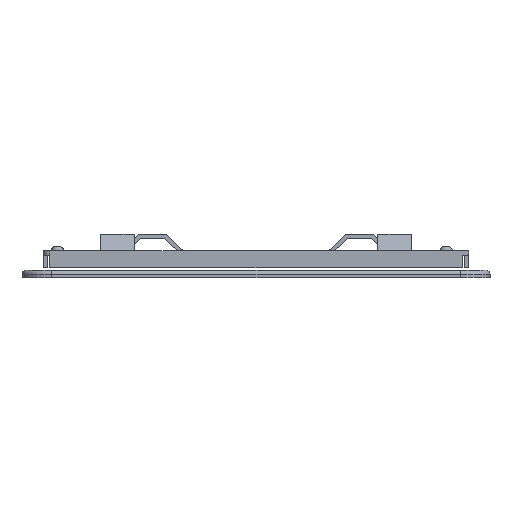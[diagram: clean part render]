
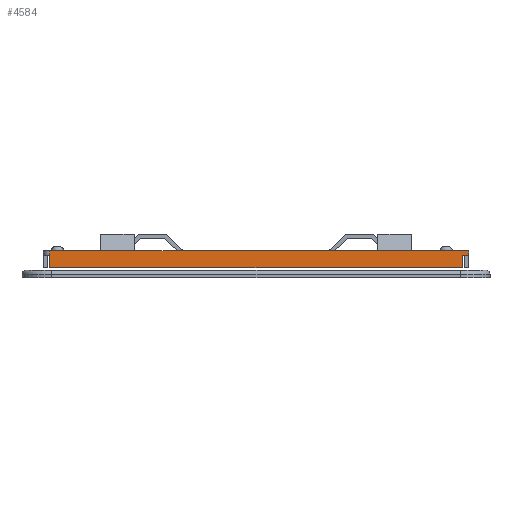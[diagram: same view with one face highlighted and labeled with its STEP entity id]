
A CAD part, left-side view. The second image highlights one B-rep face of the part: STEP entity #4584.
In plain terms, the highlighted planar face has unit normal (-1, 0, 0).
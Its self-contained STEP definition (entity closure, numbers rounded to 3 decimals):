
#1590 = PLANE('',#1591);
#1591 = AXIS2_PLACEMENT_3D('',#1592,#1593,#1594);
#1592 = CARTESIAN_POINT('',(0.,-0.127,1.));
#1593 = DIRECTION('',(-0.,-0.,-1.));
#1594 = DIRECTION('',(-1.,0.,0.));
#1826 = VERTEX_POINT('',#1827);
#1827 = CARTESIAN_POINT('',(-83.1,-50.3,1.));
#1841 = PLANE('',#1842);
#1842 = AXIS2_PLACEMENT_3D('',#1843,#1844,#1845);
#1843 = CARTESIAN_POINT('',(0.,-50.3,-0.974));
#1844 = DIRECTION('',(0.,-1.,0.));
#1845 = DIRECTION('',(0.,0.,-1.));
#1853 = EDGE_CURVE('',#1826,#1854,#1856,.T.);
#1854 = VERTEX_POINT('',#1855);
#1855 = CARTESIAN_POINT('',(-83.1,48.8,1.));
#1856 = SURFACE_CURVE('',#1857,(#1861,#1868),.PCURVE_S1.);
#1857 = LINE('',#1858,#1859);
#1858 = CARTESIAN_POINT('',(-83.1,-50.3,1.));
#1859 = VECTOR('',#1860,1.);
#1860 = DIRECTION('',(0.,1.,0.));
#1861 = PCURVE('',#1590,#1862);
#1862 = DEFINITIONAL_REPRESENTATION('',(#1863),#1867);
#1863 = LINE('',#1864,#1865);
#1864 = CARTESIAN_POINT('',(83.1,-50.173));
#1865 = VECTOR('',#1866,1.);
#1866 = DIRECTION('',(0.,1.));
#1867 = ( GEOMETRIC_REPRESENTATION_CONTEXT(2) 
PARAMETRIC_REPRESENTATION_CONTEXT() REPRESENTATION_CONTEXT('2D SPACE',''
  ) );
#1868 = PCURVE('',#1869,#1874);
#1869 = PLANE('',#1870);
#1870 = AXIS2_PLACEMENT_3D('',#1871,#1872,#1873);
#1871 = CARTESIAN_POINT('',(-83.1,-0.728,-0.978));
#1872 = DIRECTION('',(-1.,0.,0.));
#1873 = DIRECTION('',(0.,0.,-1.));
#1874 = DEFINITIONAL_REPRESENTATION('',(#1875),#1879);
#1875 = LINE('',#1876,#1877);
#1876 = CARTESIAN_POINT('',(-1.978,49.572));
#1877 = VECTOR('',#1878,1.);
#1878 = DIRECTION('',(0.,-1.));
#1879 = ( GEOMETRIC_REPRESENTATION_CONTEXT(2) 
PARAMETRIC_REPRESENTATION_CONTEXT() REPRESENTATION_CONTEXT('2D SPACE',''
  ) );
#1902 = CYLINDRICAL_SURFACE('',#1903,1.5);
#1903 = AXIS2_PLACEMENT_3D('',#1904,#1905,#1906);
#1904 = CARTESIAN_POINT('',(-81.6,48.8,0.));
#1905 = DIRECTION('',(-0.,-0.,-1.));
#1906 = DIRECTION('',(1.,0.,0.));
#4171 = PLANE('',#4172);
#4172 = AXIS2_PLACEMENT_3D('',#4173,#4174,#4175);
#4173 = CARTESIAN_POINT('',(0.,-0.127,0.));
#4174 = DIRECTION('',(-0.,-0.,-1.));
#4175 = DIRECTION('',(-1.,0.,0.));
#4324 = EDGE_CURVE('',#4325,#1826,#4327,.T.);
#4325 = VERTEX_POINT('',#4326);
#4326 = CARTESIAN_POINT('',(-83.1,-50.3,0.));
#4327 = SURFACE_CURVE('',#4328,(#4332,#4339),.PCURVE_S1.);
#4328 = LINE('',#4329,#4330);
#4329 = CARTESIAN_POINT('',(-83.1,-50.3,0.));
#4330 = VECTOR('',#4331,1.);
#4331 = DIRECTION('',(0.,0.,1.));
#4332 = PCURVE('',#1841,#4333);
#4333 = DEFINITIONAL_REPRESENTATION('',(#4334),#4338);
#4334 = LINE('',#4335,#4336);
#4335 = CARTESIAN_POINT('',(-0.974,-83.1));
#4336 = VECTOR('',#4337,1.);
#4337 = DIRECTION('',(-1.,0.));
#4338 = ( GEOMETRIC_REPRESENTATION_CONTEXT(2) 
PARAMETRIC_REPRESENTATION_CONTEXT() REPRESENTATION_CONTEXT('2D SPACE',''
  ) );
#4339 = PCURVE('',#1869,#4340);
#4340 = DEFINITIONAL_REPRESENTATION('',(#4341),#4345);
#4341 = LINE('',#4342,#4343);
#4342 = CARTESIAN_POINT('',(-0.978,49.572));
#4343 = VECTOR('',#4344,1.);
#4344 = DIRECTION('',(-1.,-0.));
#4345 = ( GEOMETRIC_REPRESENTATION_CONTEXT(2) 
PARAMETRIC_REPRESENTATION_CONTEXT() REPRESENTATION_CONTEXT('2D SPACE',''
  ) );
#4584 = ADVANCED_FACE('',(#4585),#1869,.T.);
#4585 = FACE_BOUND('',#4586,.T.);
#4586 = EDGE_LOOP('',(#4587,#4588,#4589,#4612,#4640,#4668,#4696));
#4587 = ORIENTED_EDGE('',*,*,#4324,.T.);
#4588 = ORIENTED_EDGE('',*,*,#1853,.T.);
#4589 = ORIENTED_EDGE('',*,*,#4590,.F.);
#4590 = EDGE_CURVE('',#4591,#1854,#4593,.T.);
#4591 = VERTEX_POINT('',#4592);
#4592 = CARTESIAN_POINT('',(-83.1,48.8,0.));
#4593 = SURFACE_CURVE('',#4594,(#4598,#4605),.PCURVE_S1.);
#4594 = LINE('',#4595,#4596);
#4595 = CARTESIAN_POINT('',(-83.1,48.8,0.));
#4596 = VECTOR('',#4597,1.);
#4597 = DIRECTION('',(0.,0.,1.));
#4598 = PCURVE('',#1869,#4599);
#4599 = DEFINITIONAL_REPRESENTATION('',(#4600),#4604);
#4600 = LINE('',#4601,#4602);
#4601 = CARTESIAN_POINT('',(-0.978,-49.528));
#4602 = VECTOR('',#4603,1.);
#4603 = DIRECTION('',(-1.,-0.));
#4604 = ( GEOMETRIC_REPRESENTATION_CONTEXT(2) 
PARAMETRIC_REPRESENTATION_CONTEXT() REPRESENTATION_CONTEXT('2D SPACE',''
  ) );
#4605 = PCURVE('',#1902,#4606);
#4606 = DEFINITIONAL_REPRESENTATION('',(#4607),#4611);
#4607 = LINE('',#4608,#4609);
#4608 = CARTESIAN_POINT('',(-3.142,0.));
#4609 = VECTOR('',#4610,1.);
#4610 = DIRECTION('',(-0.,-1.));
#4611 = ( GEOMETRIC_REPRESENTATION_CONTEXT(2) 
PARAMETRIC_REPRESENTATION_CONTEXT() REPRESENTATION_CONTEXT('2D SPACE',''
  ) );
#4612 = ORIENTED_EDGE('',*,*,#4613,.T.);
#4613 = EDGE_CURVE('',#4591,#4614,#4616,.T.);
#4614 = VERTEX_POINT('',#4615);
#4615 = CARTESIAN_POINT('',(-83.1,48.8,-3.));
#4616 = SURFACE_CURVE('',#4617,(#4621,#4628),.PCURVE_S1.);
#4617 = LINE('',#4618,#4619);
#4618 = CARTESIAN_POINT('',(-83.1,48.8,0.));
#4619 = VECTOR('',#4620,1.);
#4620 = DIRECTION('',(0.,0.,-1.));
#4621 = PCURVE('',#1869,#4622);
#4622 = DEFINITIONAL_REPRESENTATION('',(#4623),#4627);
#4623 = LINE('',#4624,#4625);
#4624 = CARTESIAN_POINT('',(-0.978,-49.528));
#4625 = VECTOR('',#4626,1.);
#4626 = DIRECTION('',(1.,0.));
#4627 = ( GEOMETRIC_REPRESENTATION_CONTEXT(2) 
PARAMETRIC_REPRESENTATION_CONTEXT() REPRESENTATION_CONTEXT('2D SPACE',''
  ) );
#4628 = PCURVE('',#4629,#4634);
#4629 = PLANE('',#4630);
#4630 = AXIS2_PLACEMENT_3D('',#4631,#4632,#4633);
#4631 = CARTESIAN_POINT('',(-83.1,48.8,0.));
#4632 = DIRECTION('',(0.,-1.,0.));
#4633 = DIRECTION('',(1.,0.,0.));
#4634 = DEFINITIONAL_REPRESENTATION('',(#4635),#4639);
#4635 = LINE('',#4636,#4637);
#4636 = CARTESIAN_POINT('',(0.,0.));
#4637 = VECTOR('',#4638,1.);
#4638 = DIRECTION('',(0.,-1.));
#4639 = ( GEOMETRIC_REPRESENTATION_CONTEXT(2) 
PARAMETRIC_REPRESENTATION_CONTEXT() REPRESENTATION_CONTEXT('2D SPACE',''
  ) );
#4640 = ORIENTED_EDGE('',*,*,#4641,.T.);
#4641 = EDGE_CURVE('',#4614,#4642,#4644,.T.);
#4642 = VERTEX_POINT('',#4643);
#4643 = CARTESIAN_POINT('',(-83.1,-48.8,-3.));
#4644 = SURFACE_CURVE('',#4645,(#4649,#4656),.PCURVE_S1.);
#4645 = LINE('',#4646,#4647);
#4646 = CARTESIAN_POINT('',(-83.1,48.8,-3.));
#4647 = VECTOR('',#4648,1.);
#4648 = DIRECTION('',(0.,-1.,0.));
#4649 = PCURVE('',#1869,#4650);
#4650 = DEFINITIONAL_REPRESENTATION('',(#4651),#4655);
#4651 = LINE('',#4652,#4653);
#4652 = CARTESIAN_POINT('',(2.022,-49.528));
#4653 = VECTOR('',#4654,1.);
#4654 = DIRECTION('',(0.,1.));
#4655 = ( GEOMETRIC_REPRESENTATION_CONTEXT(2) 
PARAMETRIC_REPRESENTATION_CONTEXT() REPRESENTATION_CONTEXT('2D SPACE',''
  ) );
#4656 = PCURVE('',#4657,#4662);
#4657 = PLANE('',#4658);
#4658 = AXIS2_PLACEMENT_3D('',#4659,#4660,#4661);
#4659 = CARTESIAN_POINT('',(-82.6,0.,-3.));
#4660 = DIRECTION('',(0.,0.,1.));
#4661 = DIRECTION('',(1.,0.,0.));
#4662 = DEFINITIONAL_REPRESENTATION('',(#4663),#4667);
#4663 = LINE('',#4664,#4665);
#4664 = CARTESIAN_POINT('',(-0.5,48.8));
#4665 = VECTOR('',#4666,1.);
#4666 = DIRECTION('',(0.,-1.));
#4667 = ( GEOMETRIC_REPRESENTATION_CONTEXT(2) 
PARAMETRIC_REPRESENTATION_CONTEXT() REPRESENTATION_CONTEXT('2D SPACE',''
  ) );
#4668 = ORIENTED_EDGE('',*,*,#4669,.F.);
#4669 = EDGE_CURVE('',#4670,#4642,#4672,.T.);
#4670 = VERTEX_POINT('',#4671);
#4671 = CARTESIAN_POINT('',(-83.1,-48.8,0.));
#4672 = SURFACE_CURVE('',#4673,(#4677,#4684),.PCURVE_S1.);
#4673 = LINE('',#4674,#4675);
#4674 = CARTESIAN_POINT('',(-83.1,-48.8,0.));
#4675 = VECTOR('',#4676,1.);
#4676 = DIRECTION('',(0.,0.,-1.));
#4677 = PCURVE('',#1869,#4678);
#4678 = DEFINITIONAL_REPRESENTATION('',(#4679),#4683);
#4679 = LINE('',#4680,#4681);
#4680 = CARTESIAN_POINT('',(-0.978,48.072));
#4681 = VECTOR('',#4682,1.);
#4682 = DIRECTION('',(1.,0.));
#4683 = ( GEOMETRIC_REPRESENTATION_CONTEXT(2) 
PARAMETRIC_REPRESENTATION_CONTEXT() REPRESENTATION_CONTEXT('2D SPACE',''
  ) );
#4684 = PCURVE('',#4685,#4690);
#4685 = PLANE('',#4686);
#4686 = AXIS2_PLACEMENT_3D('',#4687,#4688,#4689);
#4687 = CARTESIAN_POINT('',(-82.1,-48.8,0.));
#4688 = DIRECTION('',(0.,1.,0.));
#4689 = DIRECTION('',(-1.,0.,0.));
#4690 = DEFINITIONAL_REPRESENTATION('',(#4691),#4695);
#4691 = LINE('',#4692,#4693);
#4692 = CARTESIAN_POINT('',(1.,0.));
#4693 = VECTOR('',#4694,1.);
#4694 = DIRECTION('',(0.,-1.));
#4695 = ( GEOMETRIC_REPRESENTATION_CONTEXT(2) 
PARAMETRIC_REPRESENTATION_CONTEXT() REPRESENTATION_CONTEXT('2D SPACE',''
  ) );
#4696 = ORIENTED_EDGE('',*,*,#4697,.F.);
#4697 = EDGE_CURVE('',#4325,#4670,#4698,.T.);
#4698 = SURFACE_CURVE('',#4699,(#4703,#4710),.PCURVE_S1.);
#4699 = LINE('',#4700,#4701);
#4700 = CARTESIAN_POINT('',(-83.1,-50.3,0.));
#4701 = VECTOR('',#4702,1.);
#4702 = DIRECTION('',(0.,1.,0.));
#4703 = PCURVE('',#1869,#4704);
#4704 = DEFINITIONAL_REPRESENTATION('',(#4705),#4709);
#4705 = LINE('',#4706,#4707);
#4706 = CARTESIAN_POINT('',(-0.978,49.572));
#4707 = VECTOR('',#4708,1.);
#4708 = DIRECTION('',(0.,-1.));
#4709 = ( GEOMETRIC_REPRESENTATION_CONTEXT(2) 
PARAMETRIC_REPRESENTATION_CONTEXT() REPRESENTATION_CONTEXT('2D SPACE',''
  ) );
#4710 = PCURVE('',#4171,#4711);
#4711 = DEFINITIONAL_REPRESENTATION('',(#4712),#4716);
#4712 = LINE('',#4713,#4714);
#4713 = CARTESIAN_POINT('',(83.1,-50.173));
#4714 = VECTOR('',#4715,1.);
#4715 = DIRECTION('',(0.,1.));
#4716 = ( GEOMETRIC_REPRESENTATION_CONTEXT(2) 
PARAMETRIC_REPRESENTATION_CONTEXT() REPRESENTATION_CONTEXT('2D SPACE',''
  ) );
